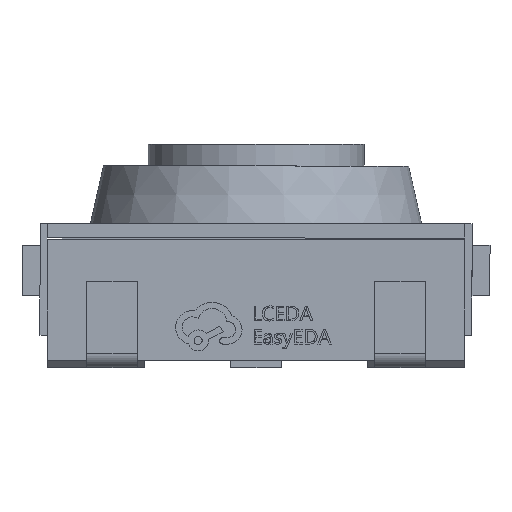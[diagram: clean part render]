
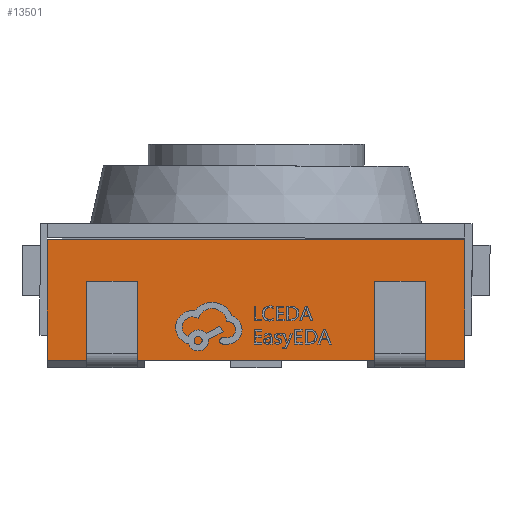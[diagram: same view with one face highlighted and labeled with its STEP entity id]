
A CAD part, left-side view. The second image highlights one B-rep face of the part: STEP entity #13501.
In plain terms, the highlighted planar face has unit normal (-1, 0, 0).
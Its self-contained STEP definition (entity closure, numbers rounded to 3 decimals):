
#47 = DIRECTION ( 'NONE',  ( 0., 0., 1. ) ) ;
#75 = CARTESIAN_POINT ( 'NONE',  ( -3., 1.65, 1.78 ) ) ;
#230 = LINE ( 'NONE', #1880, #4795 ) ;
#368 = ORIENTED_EDGE ( 'NONE', *, *, #7619, .T. ) ;
#387 = DIRECTION ( 'NONE',  ( 0., 0., 1. ) ) ;
#560 = CARTESIAN_POINT ( 'NONE',  ( -3., 2.9, 1.78 ) ) ;
#568 = EDGE_CURVE ( 'NONE', #9713, #12330, #14206, .T. ) ;
#672 = CARTESIAN_POINT ( 'NONE',  ( -3., 2.35, 0.1 ) ) ;
#750 = VERTEX_POINT ( 'NONE', #672 ) ;
#794 = CARTESIAN_POINT ( 'NONE',  ( -3., -2.9, 0.1 ) ) ;
#826 = EDGE_CURVE ( 'NONE', #9136, #8800, #8530, .T. ) ;
#880 = VECTOR ( 'NONE', #7126, 1000. ) ;
#1153 = CARTESIAN_POINT ( 'NONE',  ( -3., -2.9, 0.1 ) ) ;
#1750 = CARTESIAN_POINT ( 'NONE',  ( -3., 2.9, 0.1 ) ) ;
#1776 = VECTOR ( 'NONE', #16424, 1000. ) ;
#1791 = CARTESIAN_POINT ( 'NONE',  ( -3., 2.9, 1.78 ) ) ;
#1880 = CARTESIAN_POINT ( 'NONE',  ( -3., -2.9, 0.1 ) ) ;
#2169 = EDGE_CURVE ( 'NONE', #15187, #14619, #4375, .T. ) ;
#2305 = VERTEX_POINT ( 'NONE', #560 ) ;
#2350 = AXIS2_PLACEMENT_3D ( 'NONE', #6739, #2611, #47 ) ;
#2361 = ORIENTED_EDGE ( 'NONE', *, *, #10732, .F. ) ;
#2365 = PLANE ( 'NONE',  #2350 ) ;
#2411 = EDGE_CURVE ( 'NONE', #8472, #13207, #9576, .T. ) ;
#2449 = VECTOR ( 'NONE', #10254, 1000. ) ;
#2519 = ORIENTED_EDGE ( 'NONE', *, *, #7364, .T. ) ;
#2611 = DIRECTION ( 'NONE',  ( 1., 0., 0. ) ) ;
#3008 = EDGE_CURVE ( 'NONE', #9713, #6460, #4353, .T. ) ;
#3053 = VECTOR ( 'NONE', #7423, 1000. ) ;
#3133 = EDGE_LOOP ( 'NONE', ( #8749, #368, #11533, #2361, #8253, #16241, #12822, #5484, #2519, #8414, #16227, #3574 ) ) ;
#3201 = DIRECTION ( 'NONE',  ( 0., 0., -1. ) ) ;
#3465 = LINE ( 'NONE', #8488, #14459 ) ;
#3574 = ORIENTED_EDGE ( 'NONE', *, *, #9971, .T. ) ;
#3822 = LINE ( 'NONE', #1153, #7646 ) ;
#4142 = DIRECTION ( 'NONE',  ( 0., -1., 0. ) ) ;
#4353 = LINE ( 'NONE', #5709, #880 ) ;
#4375 = LINE ( 'NONE', #794, #10840 ) ;
#4713 = FACE_OUTER_BOUND ( 'NONE', #3133, .T. ) ;
#4795 = VECTOR ( 'NONE', #4142, 1000. ) ;
#4992 = CARTESIAN_POINT ( 'NONE',  ( -3., -2.35, 0.3 ) ) ;
#5061 = LINE ( 'NONE', #75, #2449 ) ;
#5255 = CARTESIAN_POINT ( 'NONE',  ( -3., -2.9, 0.3 ) ) ;
#5391 = CARTESIAN_POINT ( 'NONE',  ( -3., -2.35, 0.1 ) ) ;
#5484 = ORIENTED_EDGE ( 'NONE', *, *, #3008, .T. ) ;
#5709 = CARTESIAN_POINT ( 'NONE',  ( -3., -2.35, 1.78 ) ) ;
#5789 = CARTESIAN_POINT ( 'NONE',  ( -3., -2.9, 1.78 ) ) ;
#5954 = VECTOR ( 'NONE', #10350, 1000. ) ;
#6183 = CARTESIAN_POINT ( 'NONE',  ( -3., -2.9, 1.78 ) ) ;
#6280 = DIRECTION ( 'NONE',  ( 0., -1., 0. ) ) ;
#6460 = VERTEX_POINT ( 'NONE', #5391 ) ;
#6739 = CARTESIAN_POINT ( 'NONE',  ( -3., -2.9, 1.78 ) ) ;
#6834 = DIRECTION ( 'NONE',  ( 0., 0., -1. ) ) ;
#6916 = LINE ( 'NONE', #13182, #10142 ) ;
#7126 = DIRECTION ( 'NONE',  ( 0., 0., -1. ) ) ;
#7364 = EDGE_CURVE ( 'NONE', #6460, #8800, #3822, .T. ) ;
#7374 = CARTESIAN_POINT ( 'NONE',  ( -3., -2.9, 0.1 ) ) ;
#7423 = DIRECTION ( 'NONE',  ( 0., 0., -1. ) ) ;
#7494 = CARTESIAN_POINT ( 'NONE',  ( -3., -1.65, 0.3 ) ) ;
#7619 = EDGE_CURVE ( 'NONE', #750, #8472, #6916, .T. ) ;
#7646 = VECTOR ( 'NONE', #6280, 1000. ) ;
#7798 = CARTESIAN_POINT ( 'NONE',  ( -3., -1.65, 0.1 ) ) ;
#7816 = LINE ( 'NONE', #1791, #12568 ) ;
#8253 = ORIENTED_EDGE ( 'NONE', *, *, #2169, .T. ) ;
#8414 = ORIENTED_EDGE ( 'NONE', *, *, #826, .F. ) ;
#8472 = VERTEX_POINT ( 'NONE', #11737 ) ;
#8488 = CARTESIAN_POINT ( 'NONE',  ( -3., -1.65, 1.78 ) ) ;
#8530 = LINE ( 'NONE', #6183, #3053 ) ;
#8749 = ORIENTED_EDGE ( 'NONE', *, *, #9259, .T. ) ;
#8800 = VERTEX_POINT ( 'NONE', #7374 ) ;
#8824 = CARTESIAN_POINT ( 'NONE',  ( -3., -2.9, 0.3 ) ) ;
#9136 = VERTEX_POINT ( 'NONE', #14970 ) ;
#9259 = EDGE_CURVE ( 'NONE', #11234, #750, #230, .T. ) ;
#9576 = LINE ( 'NONE', #8824, #1776 ) ;
#9713 = VERTEX_POINT ( 'NONE', #4992 ) ;
#9922 = CARTESIAN_POINT ( 'NONE',  ( -3., 1.65, 0.3 ) ) ;
#9971 = EDGE_CURVE ( 'NONE', #2305, #11234, #7816, .T. ) ;
#10017 = EDGE_CURVE ( 'NONE', #12330, #14619, #3465, .T. ) ;
#10142 = VECTOR ( 'NONE', #387, 1000. ) ;
#10254 = DIRECTION ( 'NONE',  ( 0., 0., 1. ) ) ;
#10350 = DIRECTION ( 'NONE',  ( 0., 1., 0. ) ) ;
#10380 = VECTOR ( 'NONE', #14400, 1000. ) ;
#10732 = EDGE_CURVE ( 'NONE', #15187, #13207, #5061, .T. ) ;
#10735 = DIRECTION ( 'NONE',  ( 0., -1., 0. ) ) ;
#10840 = VECTOR ( 'NONE', #10735, 1000. ) ;
#10905 = CARTESIAN_POINT ( 'NONE',  ( -3., 1.65, 0.1 ) ) ;
#11234 = VERTEX_POINT ( 'NONE', #1750 ) ;
#11533 = ORIENTED_EDGE ( 'NONE', *, *, #2411, .T. ) ;
#11737 = CARTESIAN_POINT ( 'NONE',  ( -3., 2.35, 0.3 ) ) ;
#12114 = LINE ( 'NONE', #5789, #10380 ) ;
#12330 = VERTEX_POINT ( 'NONE', #7494 ) ;
#12568 = VECTOR ( 'NONE', #6834, 1000. ) ;
#12822 = ORIENTED_EDGE ( 'NONE', *, *, #568, .F. ) ;
#13182 = CARTESIAN_POINT ( 'NONE',  ( -3., 2.35, 1.78 ) ) ;
#13207 = VERTEX_POINT ( 'NONE', #9922 ) ;
#13501 = ADVANCED_FACE ( 'NONE', ( #4713 ), #2365, .F. ) ;
#13814 = EDGE_CURVE ( 'NONE', #2305, #9136, #12114, .T. ) ;
#14206 = LINE ( 'NONE', #5255, #5954 ) ;
#14400 = DIRECTION ( 'NONE',  ( 0., -1., 0. ) ) ;
#14459 = VECTOR ( 'NONE', #3201, 1000. ) ;
#14619 = VERTEX_POINT ( 'NONE', #7798 ) ;
#14970 = CARTESIAN_POINT ( 'NONE',  ( -3., -2.9, 1.78 ) ) ;
#15187 = VERTEX_POINT ( 'NONE', #10905 ) ;
#16227 = ORIENTED_EDGE ( 'NONE', *, *, #13814, .F. ) ;
#16241 = ORIENTED_EDGE ( 'NONE', *, *, #10017, .F. ) ;
#16424 = DIRECTION ( 'NONE',  ( 0., -1., 0. ) ) ;
